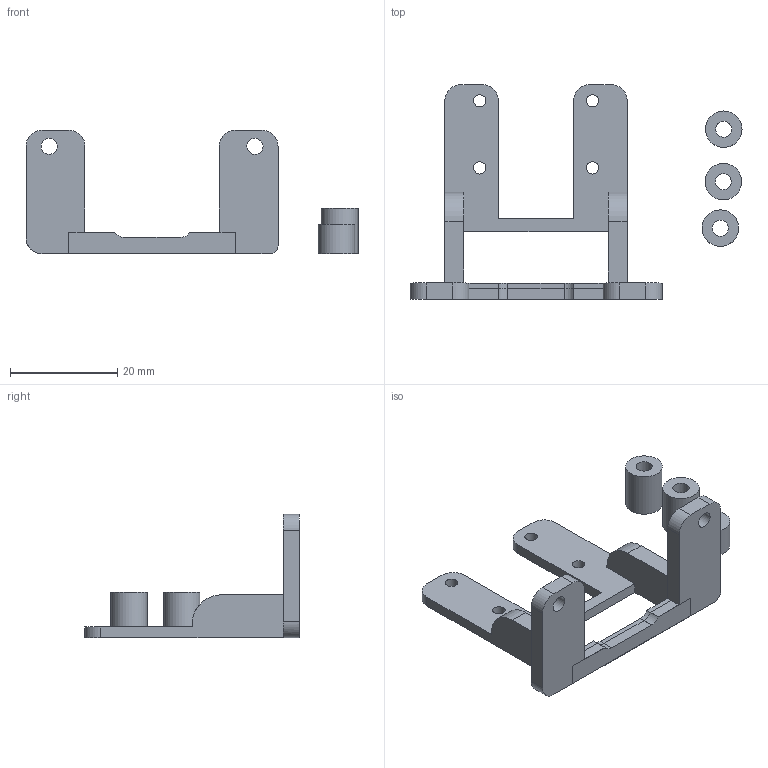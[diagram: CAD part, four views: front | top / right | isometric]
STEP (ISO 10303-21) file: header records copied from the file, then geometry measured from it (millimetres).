
FILE_DESCRIPTION(/* description */ ('','CAx-IF Rec.Pracs.---Representation and Presentation of Product Manufacturing Information (PMI)---4.0---2014-10-13'),/* implementation_level */ '2;1');
FILE_NAME(/* name */ 'RaspiZero_Cam_Adapter v12.step',/* time_stamp */ '2025-01-31T12:36:54+09:00',/* author */ (''),/* organization */ (''),/* preprocessor_version */ 'ST-DEVELOPER v20',/* originating_system */ 'Autodesk Translation Framework v13.20.0.188',/* authorisation */ '');
FILE_SCHEMA (('AP242_MANAGED_MODEL_BASED_3D_ENGINEERING_MIM_LF { 1 0 10303 442 1 1 4 }'));
Length unit declared in the file: millimetre
Products named in the file (1): RaspiZero_Cam_Adapter
Bounding box: 61.9 x 40.01 x 23 mm (x, y, z)
Volume: 4503.6 mm3; surface area: 4996.8 mm2
Topology: 5 solids, 5 shells, 72 faces, 189 edges, 126 vertices
Faces by surface type: plane 43, cylinder 29
Full cylindrical faces by diameter (mm): 2.3 x4, 3 x4, 6.8 x3
Entity records: 2301 total; most frequent: DIRECTION 394, CARTESIAN_POINT 388, ORIENTED_EDGE 378, EDGE_CURVE 189, AXIS2_PLACEMENT_3D 132, LINE 130, VECTOR 130, VERTEX_POINT 126
